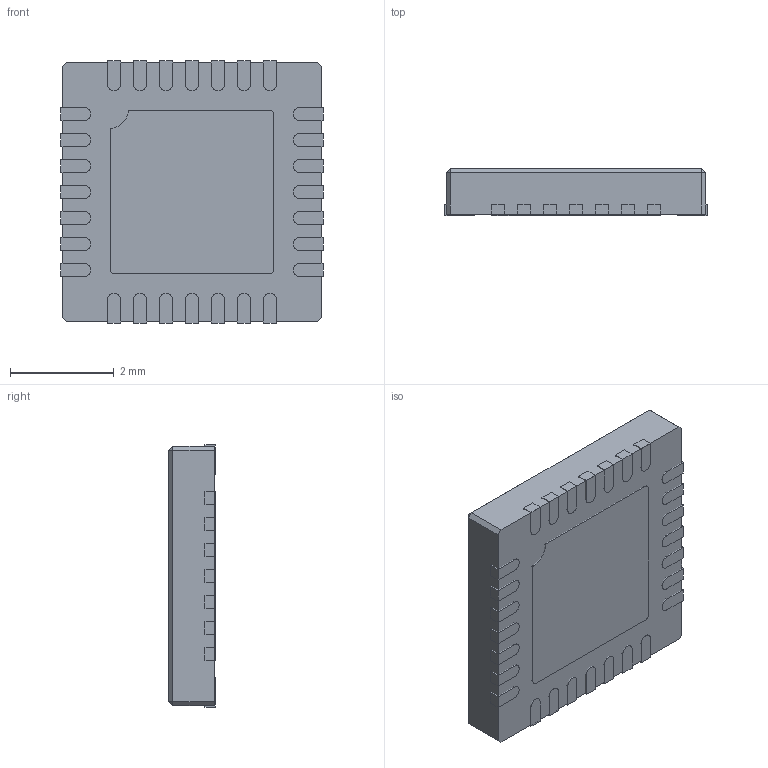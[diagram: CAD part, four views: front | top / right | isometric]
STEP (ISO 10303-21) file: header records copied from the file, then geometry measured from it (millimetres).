
FILE_DESCRIPTION (( 'STEP AP214' ), '1' );
FILE_NAME ('User Library-QFN28.STEP', '2015-04-13T13:22:14', ( 'Windows User' ), ( '' ), 'SwSTEP 2.0', 'SolidWorks 2015', '' );
FILE_SCHEMA (( 'AUTOMOTIVE_DESIGN' ));
Length unit declared in the file: millimetre
Products named in the file (1): User Library-QFN28
Bounding box: 5.04 x 0.9 x 5.04 mm (x, y, z)
Surface area: 105 mm2
Topology: 30 solids, 30 shells, 205 faces, 416 edges, 272 vertices
Faces by surface type: plane 165, cylinder 36, cone 4
Entity records: 7584 total; most frequent: DIRECTION 904, CARTESIAN_POINT 894, ORIENTED_EDGE 832, EDGE_CURVE 416, LINE 340, VECTOR 340, AXIS2_PLACEMENT_3D 282, VERTEX_POINT 272
